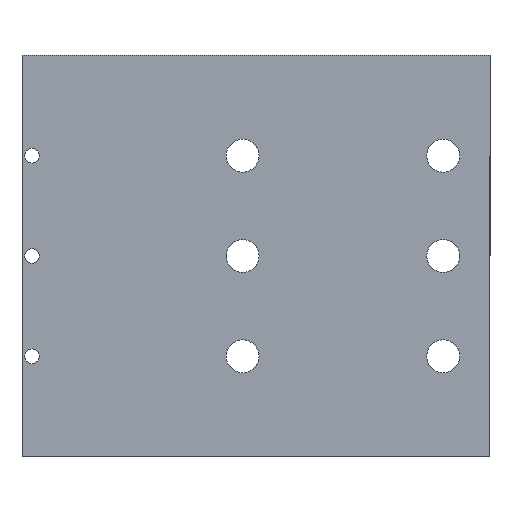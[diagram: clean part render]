
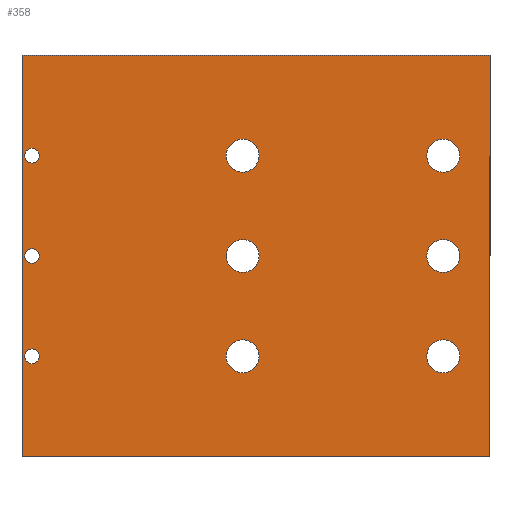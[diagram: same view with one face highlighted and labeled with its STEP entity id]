
A CAD part, left-side view. The second image highlights one B-rep face of the part: STEP entity #358.
In plain terms, the highlighted planar face has unit normal (-1, 0, 0).
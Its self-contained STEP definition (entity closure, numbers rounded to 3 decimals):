
#24=FACE_BOUND('',#78,.T.);
#25=FACE_BOUND('',#79,.T.);
#26=FACE_BOUND('',#80,.T.);
#27=FACE_BOUND('',#81,.T.);
#28=FACE_BOUND('',#82,.T.);
#29=FACE_BOUND('',#83,.T.);
#30=FACE_BOUND('',#84,.T.);
#31=FACE_BOUND('',#85,.T.);
#32=FACE_BOUND('',#86,.T.);
#38=PLANE('',#420);
#53=FACE_OUTER_BOUND('',#77,.T.);
#77=EDGE_LOOP('',(#322,#323,#324,#325));
#78=EDGE_LOOP('',(#326));
#79=EDGE_LOOP('',(#327));
#80=EDGE_LOOP('',(#328));
#81=EDGE_LOOP('',(#329));
#82=EDGE_LOOP('',(#330));
#83=EDGE_LOOP('',(#331));
#84=EDGE_LOOP('',(#332));
#85=EDGE_LOOP('',(#333));
#86=EDGE_LOOP('',(#334));
#96=LINE('',#604,#117);
#100=LINE('',#612,#121);
#103=LINE('',#618,#124);
#106=LINE('',#623,#127);
#117=VECTOR('',#506,10.);
#121=VECTOR('',#512,10.);
#124=VECTOR('',#517,10.);
#127=VECTOR('',#522,10.);
#131=CIRCLE('',#382,1.1);
#134=CIRCLE('',#386,1.1);
#137=CIRCLE('',#390,1.1);
#140=CIRCLE('',#394,2.459);
#143=CIRCLE('',#398,2.459);
#146=CIRCLE('',#402,2.459);
#149=CIRCLE('',#406,2.459);
#152=CIRCLE('',#410,2.459);
#155=CIRCLE('',#414,2.459);
#158=VERTEX_POINT('',#534);
#161=VERTEX_POINT('',#542);
#164=VERTEX_POINT('',#550);
#167=VERTEX_POINT('',#558);
#170=VERTEX_POINT('',#566);
#173=VERTEX_POINT('',#574);
#176=VERTEX_POINT('',#582);
#179=VERTEX_POINT('',#590);
#182=VERTEX_POINT('',#598);
#183=VERTEX_POINT('',#602);
#184=VERTEX_POINT('',#603);
#187=VERTEX_POINT('',#611);
#189=VERTEX_POINT('',#617);
#194=EDGE_CURVE('',#158,#158,#131,.T.);
#198=EDGE_CURVE('',#161,#161,#134,.T.);
#202=EDGE_CURVE('',#164,#164,#137,.T.);
#206=EDGE_CURVE('',#167,#167,#140,.T.);
#210=EDGE_CURVE('',#170,#170,#143,.T.);
#214=EDGE_CURVE('',#173,#173,#146,.T.);
#218=EDGE_CURVE('',#176,#176,#149,.T.);
#222=EDGE_CURVE('',#179,#179,#152,.T.);
#226=EDGE_CURVE('',#182,#182,#155,.T.);
#227=EDGE_CURVE('',#183,#184,#96,.T.);
#231=EDGE_CURVE('',#187,#183,#100,.T.);
#234=EDGE_CURVE('',#189,#187,#103,.T.);
#237=EDGE_CURVE('',#184,#189,#106,.T.);
#322=ORIENTED_EDGE('',*,*,#237,.F.);
#323=ORIENTED_EDGE('',*,*,#227,.F.);
#324=ORIENTED_EDGE('',*,*,#231,.F.);
#325=ORIENTED_EDGE('',*,*,#234,.F.);
#326=ORIENTED_EDGE('',*,*,#194,.T.);
#327=ORIENTED_EDGE('',*,*,#198,.T.);
#328=ORIENTED_EDGE('',*,*,#202,.T.);
#329=ORIENTED_EDGE('',*,*,#206,.T.);
#330=ORIENTED_EDGE('',*,*,#210,.T.);
#331=ORIENTED_EDGE('',*,*,#214,.T.);
#332=ORIENTED_EDGE('',*,*,#218,.T.);
#333=ORIENTED_EDGE('',*,*,#222,.T.);
#334=ORIENTED_EDGE('',*,*,#226,.T.);
#358=ADVANCED_FACE('',(#53,#24,#25,#26,#27,#28,#29,#30,#31,#32),#38,.F.);
#382=AXIS2_PLACEMENT_3D('',#536,#430,#431);
#386=AXIS2_PLACEMENT_3D('',#544,#439,#440);
#390=AXIS2_PLACEMENT_3D('',#552,#448,#449);
#394=AXIS2_PLACEMENT_3D('',#560,#457,#458);
#398=AXIS2_PLACEMENT_3D('',#568,#466,#467);
#402=AXIS2_PLACEMENT_3D('',#576,#475,#476);
#406=AXIS2_PLACEMENT_3D('',#584,#484,#485);
#410=AXIS2_PLACEMENT_3D('',#592,#493,#494);
#414=AXIS2_PLACEMENT_3D('',#600,#502,#503);
#420=AXIS2_PLACEMENT_3D('',#626,#526,#527);
#430=DIRECTION('center_axis',(1.,0.,0.));
#431=DIRECTION('ref_axis',(0.,0.,-1.));
#439=DIRECTION('center_axis',(1.,0.,0.));
#440=DIRECTION('ref_axis',(0.,0.,-1.));
#448=DIRECTION('center_axis',(1.,0.,0.));
#449=DIRECTION('ref_axis',(0.,0.,-1.));
#457=DIRECTION('center_axis',(1.,0.,0.));
#458=DIRECTION('ref_axis',(0.,0.,-1.));
#466=DIRECTION('center_axis',(1.,0.,0.));
#467=DIRECTION('ref_axis',(0.,0.,-1.));
#475=DIRECTION('center_axis',(1.,0.,0.));
#476=DIRECTION('ref_axis',(0.,0.,-1.));
#484=DIRECTION('center_axis',(1.,0.,0.));
#485=DIRECTION('ref_axis',(0.,0.,-1.));
#493=DIRECTION('center_axis',(1.,0.,0.));
#494=DIRECTION('ref_axis',(0.,0.,-1.));
#502=DIRECTION('center_axis',(1.,0.,0.));
#503=DIRECTION('ref_axis',(0.,0.,-1.));
#506=DIRECTION('',(0.,1.,0.));
#512=DIRECTION('',(0.,0.,-1.));
#517=DIRECTION('',(0.,-1.,0.));
#522=DIRECTION('',(0.,0.,1.));
#526=DIRECTION('center_axis',(1.,0.,0.));
#527=DIRECTION('ref_axis',(0.,0.,-1.));
#534=CARTESIAN_POINT('',(0.,68.5,-43.9));
#536=CARTESIAN_POINT('Origin',(0.,68.5,-45.));
#542=CARTESIAN_POINT('',(0.,68.5,-13.9));
#544=CARTESIAN_POINT('Origin',(0.,68.5,-15.));
#550=CARTESIAN_POINT('',(0.,68.5,-28.9));
#552=CARTESIAN_POINT('Origin',(0.,68.5,-30.));
#558=CARTESIAN_POINT('',(0.,37.,-27.542));
#560=CARTESIAN_POINT('Origin',(0.,37.,-30.));
#566=CARTESIAN_POINT('',(0.,7.,-42.542));
#568=CARTESIAN_POINT('Origin',(0.,7.,-45.));
#574=CARTESIAN_POINT('',(0.,7.,-12.542));
#576=CARTESIAN_POINT('Origin',(0.,7.,-15.));
#582=CARTESIAN_POINT('',(0.,7.,-27.542));
#584=CARTESIAN_POINT('Origin',(0.,7.,-30.));
#590=CARTESIAN_POINT('',(0.,37.,-42.542));
#592=CARTESIAN_POINT('Origin',(0.,37.,-45.));
#598=CARTESIAN_POINT('',(0.,37.,-12.542));
#600=CARTESIAN_POINT('Origin',(0.,37.,-15.));
#602=CARTESIAN_POINT('',(0.,0.,-60.));
#603=CARTESIAN_POINT('',(0.,70.,-60.));
#604=CARTESIAN_POINT('',(0.,0.,-60.));
#611=CARTESIAN_POINT('',(0.,0.,0.));
#612=CARTESIAN_POINT('',(0.,0.,0.));
#617=CARTESIAN_POINT('',(0.,70.,0.));
#618=CARTESIAN_POINT('',(0.,70.,0.));
#623=CARTESIAN_POINT('',(0.,70.,-60.));
#626=CARTESIAN_POINT('Origin',(0.,35.,-30.));
